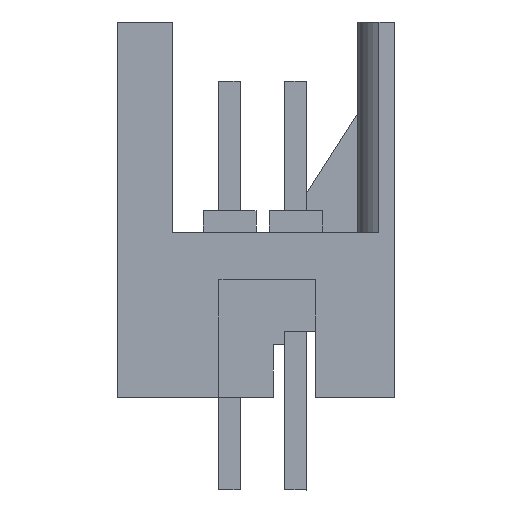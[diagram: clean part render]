
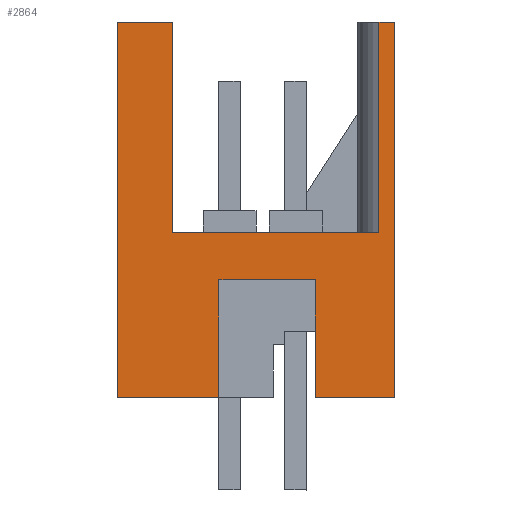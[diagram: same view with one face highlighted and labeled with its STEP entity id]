
A CAD part, left-side view. The second image highlights one B-rep face of the part: STEP entity #2864.
In plain terms, the highlighted planar face has unit normal (-1, 0, 0).
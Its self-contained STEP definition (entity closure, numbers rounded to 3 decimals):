
#2794=AXIS2_PLACEMENT_3D('Plane Axis2P3D',#2791,#2792,#2793) ;
#653=CARTESIAN_POINT('Vertex',(0.,6.65,3.5)) ;
#656=CARTESIAN_POINT('Line Origine',(0.,8.575,3.5)) ;
#660=CARTESIAN_POINT('Vertex',(0.,10.5,3.5)) ;
#1415=CARTESIAN_POINT('Vertex',(0.,3.,3.5)) ;
#1418=CARTESIAN_POINT('Line Origine',(0.,3.,5.725)) ;
#1422=CARTESIAN_POINT('Vertex',(0.,3.,7.95)) ;
#1439=CARTESIAN_POINT('Line Origine',(0.,4.825,7.95)) ;
#1443=CARTESIAN_POINT('Vertex',(0.,6.65,7.95)) ;
#1459=CARTESIAN_POINT('Line Origine',(0.,6.65,5.725)) ;
#2791=CARTESIAN_POINT('Axis2P3D Location',(0.,10.5,0.)) ;
#2796=CARTESIAN_POINT('Line Origine',(0.,1.5,3.5)) ;
#2800=CARTESIAN_POINT('Vertex',(0.,0.,3.5)) ;
#2803=CARTESIAN_POINT('Line Origine',(0.,0.,10.6)) ;
#2807=CARTESIAN_POINT('Vertex',(0.,0.,17.7)) ;
#2810=CARTESIAN_POINT('Line Origine',(0.,0.3,17.7)) ;
#2814=CARTESIAN_POINT('Vertex',(0.,0.6,17.7)) ;
#2817=CARTESIAN_POINT('Line Origine',(0.,0.6,13.725)) ;
#2821=CARTESIAN_POINT('Vertex',(0.,0.6,9.75)) ;
#2824=CARTESIAN_POINT('Line Origine',(0.,4.5,9.75)) ;
#2828=CARTESIAN_POINT('Vertex',(0.,8.4,9.75)) ;
#2831=CARTESIAN_POINT('Line Origine',(0.,8.4,13.725)) ;
#2835=CARTESIAN_POINT('Vertex',(0.,8.4,17.7)) ;
#2838=CARTESIAN_POINT('Line Origine',(0.,9.45,17.7)) ;
#2842=CARTESIAN_POINT('Vertex',(0.,10.5,17.7)) ;
#2845=CARTESIAN_POINT('Line Origine',(0.,10.5,10.6)) ;
#657=DIRECTION('Vector Direction',(0.,1.,0.)) ;
#1419=DIRECTION('Vector Direction',(0.,0.,1.)) ;
#1440=DIRECTION('Vector Direction',(0.,-1.,0.)) ;
#1460=DIRECTION('Vector Direction',(0.,0.,1.)) ;
#2792=DIRECTION('Axis2P3D Direction',(-1.,0.,0.)) ;
#2793=DIRECTION('Axis2P3D XDirection',(0.,-1.,0.)) ;
#2797=DIRECTION('Vector Direction',(0.,1.,0.)) ;
#2804=DIRECTION('Vector Direction',(0.,0.,-1.)) ;
#2811=DIRECTION('Vector Direction',(0.,1.,0.)) ;
#2818=DIRECTION('Vector Direction',(0.,0.,1.)) ;
#2825=DIRECTION('Vector Direction',(0.,-1.,0.)) ;
#2832=DIRECTION('Vector Direction',(0.,0.,1.)) ;
#2839=DIRECTION('Vector Direction',(0.,1.,0.)) ;
#2846=DIRECTION('Vector Direction',(0.,0.,-1.)) ;
#658=VECTOR('Line Direction',#657,1.) ;
#1420=VECTOR('Line Direction',#1419,1.) ;
#1441=VECTOR('Line Direction',#1440,1.) ;
#1461=VECTOR('Line Direction',#1460,1.) ;
#2798=VECTOR('Line Direction',#2797,1.) ;
#2805=VECTOR('Line Direction',#2804,1.) ;
#2812=VECTOR('Line Direction',#2811,1.) ;
#2819=VECTOR('Line Direction',#2818,1.) ;
#2826=VECTOR('Line Direction',#2825,1.) ;
#2833=VECTOR('Line Direction',#2832,1.) ;
#2840=VECTOR('Line Direction',#2839,1.) ;
#2847=VECTOR('Line Direction',#2846,1.) ;
#2851=ORIENTED_EDGE('',*,*,#1424,.T.) ;
#2852=ORIENTED_EDGE('',*,*,#2802,.T.) ;
#2853=ORIENTED_EDGE('',*,*,#2809,.T.) ;
#2854=ORIENTED_EDGE('',*,*,#2816,.T.) ;
#2855=ORIENTED_EDGE('',*,*,#2823,.T.) ;
#2856=ORIENTED_EDGE('',*,*,#2830,.T.) ;
#2857=ORIENTED_EDGE('',*,*,#2837,.T.) ;
#2858=ORIENTED_EDGE('',*,*,#2844,.T.) ;
#2859=ORIENTED_EDGE('',*,*,#2849,.T.) ;
#2860=ORIENTED_EDGE('',*,*,#662,.T.) ;
#2861=ORIENTED_EDGE('',*,*,#1463,.F.) ;
#2862=ORIENTED_EDGE('',*,*,#1445,.F.) ;
#2864=ADVANCED_FACE('HOUSING',(#2863),#2795,.T.) ;
#662=EDGE_CURVE('',#661,#654,#659,.F.) ;
#1424=EDGE_CURVE('',#1423,#1416,#1421,.F.) ;
#1445=EDGE_CURVE('',#1423,#1444,#1442,.F.) ;
#1463=EDGE_CURVE('',#1444,#654,#1462,.F.) ;
#2802=EDGE_CURVE('',#1416,#2801,#2799,.F.) ;
#2809=EDGE_CURVE('',#2801,#2808,#2806,.F.) ;
#2816=EDGE_CURVE('',#2808,#2815,#2813,.T.) ;
#2823=EDGE_CURVE('',#2815,#2822,#2820,.F.) ;
#2830=EDGE_CURVE('',#2822,#2829,#2827,.F.) ;
#2837=EDGE_CURVE('',#2829,#2836,#2834,.T.) ;
#2844=EDGE_CURVE('',#2836,#2843,#2841,.T.) ;
#2849=EDGE_CURVE('',#2843,#661,#2848,.T.) ;
#2850=EDGE_LOOP('',(#2851,#2852,#2853,#2854,#2855,#2856,#2857,#2858,#2859,#2860,#2861,#2862)) ;
#2863=FACE_OUTER_BOUND('',#2850,.T.) ;
#659=LINE('Line',#656,#658) ;
#1421=LINE('Line',#1418,#1420) ;
#1442=LINE('Line',#1439,#1441) ;
#1462=LINE('Line',#1459,#1461) ;
#2799=LINE('Line',#2796,#2798) ;
#2806=LINE('Line',#2803,#2805) ;
#2813=LINE('Line',#2810,#2812) ;
#2820=LINE('Line',#2817,#2819) ;
#2827=LINE('Line',#2824,#2826) ;
#2834=LINE('Line',#2831,#2833) ;
#2841=LINE('Line',#2838,#2840) ;
#2848=LINE('Line',#2845,#2847) ;
#2795=PLANE('',#2794) ;
#654=VERTEX_POINT('',#653) ;
#661=VERTEX_POINT('',#660) ;
#1416=VERTEX_POINT('',#1415) ;
#1423=VERTEX_POINT('',#1422) ;
#1444=VERTEX_POINT('',#1443) ;
#2801=VERTEX_POINT('',#2800) ;
#2808=VERTEX_POINT('',#2807) ;
#2815=VERTEX_POINT('',#2814) ;
#2822=VERTEX_POINT('',#2821) ;
#2829=VERTEX_POINT('',#2828) ;
#2836=VERTEX_POINT('',#2835) ;
#2843=VERTEX_POINT('',#2842) ;
